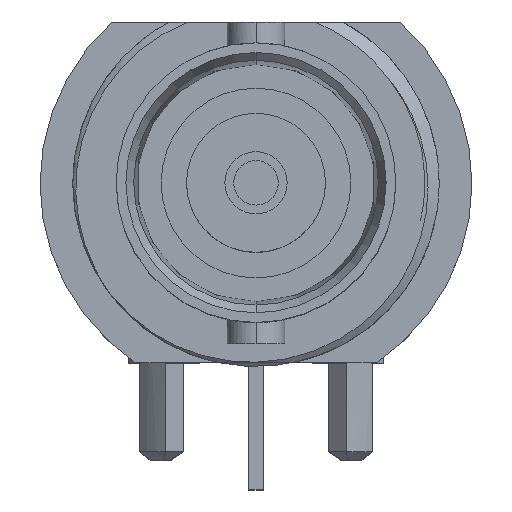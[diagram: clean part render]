
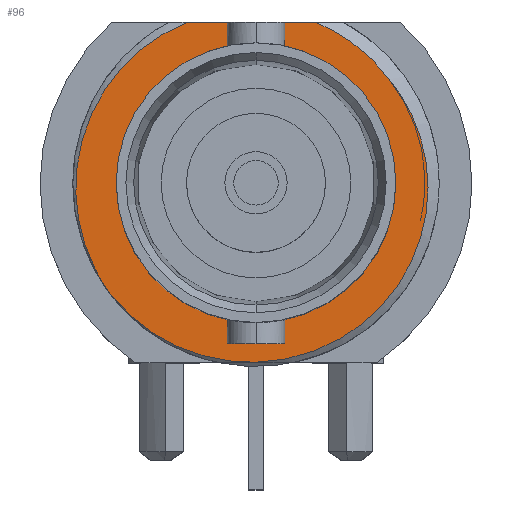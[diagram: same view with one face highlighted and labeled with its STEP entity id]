
A CAD part, top view. The second image highlights one B-rep face of the part: STEP entity #96.
In plain terms, the highlighted planar face has unit normal (0, 0, 1).
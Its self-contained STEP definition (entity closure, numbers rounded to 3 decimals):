
#96=ADVANCED_FACE('',(#283,#284),#285,.T.);
#283=FACE_OUTER_BOUND('',#1232,.T.);
#284=FACE_BOUND('',#1233,.T.);
#285=PLANE('',#1234);
#1232=EDGE_LOOP('',(#1807,#1808,#1809,#1810,#1811));
#1233=EDGE_LOOP('',(#1812,#1813));
#1234=AXIS2_PLACEMENT_3D('',#1814,#1815,#1816);
#1807=ORIENTED_EDGE('',*,*,#2612,.T.);
#1808=ORIENTED_EDGE('',*,*,#2619,.T.);
#1809=ORIENTED_EDGE('',*,*,#2618,.T.);
#1810=ORIENTED_EDGE('',*,*,#2601,.T.);
#1811=ORIENTED_EDGE('',*,*,#2622,.T.);
#1812=ORIENTED_EDGE('',*,*,#2626,.T.);
#1813=ORIENTED_EDGE('',*,*,#2519,.T.);
#1814=CARTESIAN_POINT('',(0.0,0.0,-10.67));
#1815=DIRECTION('',(0.0,0.0,1.0));
#1816=DIRECTION('',(1.0,-0.0,0.0));
#2519=EDGE_CURVE('',#2905,#2915,#2917,.T.);
#2601=EDGE_CURVE('',#3052,#3050,#3053,.T.);
#2612=EDGE_CURVE('',#3073,#3071,#3074,.T.);
#2618=EDGE_CURVE('',#3081,#3052,#3082,.T.);
#2619=EDGE_CURVE('',#3071,#3081,#3083,.T.);
#2622=EDGE_CURVE('',#3050,#3073,#3086,.T.);
#2626=EDGE_CURVE('',#2915,#2905,#3090,.T.);
#2905=VERTEX_POINT('',#3561);
#2915=VERTEX_POINT('',#3608);
#2917=CIRCLE('',#3611,4.79);
#3050=VERTEX_POINT('',#4219);
#3052=VERTEX_POINT('',#4226);
#3053=B_SPLINE_CURVE_WITH_KNOTS('',3,(#4227,#4228,#4229,#4230,#4231,#4232,#4233,#4234),.UNSPECIFIED.,.F.,.F.,(4,1,1,1,1,4),(0.0,0.2,0.4,0.6,0.8,1.0),.UNSPECIFIED.);
#3071=VERTEX_POINT('',#4376);
#3073=VERTEX_POINT('',#4385);
#3074=B_SPLINE_CURVE_WITH_KNOTS('',3,(#4386,#4387,#4388,#4389,#4390,#4391,#4392,#4393,#4394,#4395,#4396,#4397,#4398,#4399,#4400,#4401),.UNSPECIFIED.,.F.,.F.,(4,1,1,1,1,1,1,1,1,1,1,1,1,4),(0.0,0.077,0.154,0.231,0.308,0.385,0.462,0.538,0.615,0.692,0.769,0.846,0.923,1.0),.UNSPECIFIED.);
#3081=VERTEX_POINT('',#4436);
#3082=B_SPLINE_CURVE_WITH_KNOTS('',3,(#4437,#4438,#4439,#4440,#4441,#4442,#4443,#4444,#4445,#4446,#4447,#4448,#4449,#4450,#4451,#4452,#4453,#4454,#4455,#4456,#4457,#4458,#4459,#4460),.UNSPECIFIED.,.F.,.F.,(4,1,1,1,1,1,1,1,1,1,1,1,1,1,1,1,1,1,1,1,1,4),(0.0,0.048,0.095,0.143,0.19,0.238,0.286,0.333,0.381,0.429,0.476,0.524,0.571,0.619,0.667,0.714,0.762,0.81,0.857,0.905,0.952,1.0),.UNSPECIFIED.);
#3083=B_SPLINE_CURVE_WITH_KNOTS('',3,(#4461,#4462,#4463,#4464,#4465),.UNSPECIFIED.,.F.,.F.,(4,1,4),(0.0,0.5,1.0),.UNSPECIFIED.);
#3086=LINE('',#4478,#4479);
#3090=CIRCLE('',#4488,4.79);
#3561=CARTESIAN_POINT('',(0.0,-4.79,-10.67));
#3608=CARTESIAN_POINT('',(0.0,4.79,-10.67));
#3611=AXIS2_PLACEMENT_3D('',#5140,#5141,#5142);
#4219=CARTESIAN_POINT('',(2.04,5.51,-10.67));
#4226=CARTESIAN_POINT('',(4.564,3.562,-10.67));
#4227=CARTESIAN_POINT('',(4.564,3.562,-10.67));
#4228=CARTESIAN_POINT('',(4.441,3.729,-10.67));
#4229=CARTESIAN_POINT('',(4.179,4.047,-10.67));
#4230=CARTESIAN_POINT('',(3.742,4.475,-10.67));
#4231=CARTESIAN_POINT('',(3.259,4.859,-10.67));
#4232=CARTESIAN_POINT('',(2.707,5.208,-10.67));
#4233=CARTESIAN_POINT('',(2.273,5.417,-10.67));
#4234=CARTESIAN_POINT('',(2.04,5.51,-10.67));
#4376=CARTESIAN_POINT('',(-4.96,-3.844,-10.67));
#4385=CARTESIAN_POINT('',(-2.357,5.51,-10.67));
#4386=CARTESIAN_POINT('',(-2.357,5.51,-10.67));
#4387=CARTESIAN_POINT('',(-2.627,5.403,-10.67));
#4388=CARTESIAN_POINT('',(-3.146,5.151,-10.67));
#4389=CARTESIAN_POINT('',(-3.871,4.661,-10.67));
#4390=CARTESIAN_POINT('',(-4.516,4.072,-10.67));
#4391=CARTESIAN_POINT('',(-5.066,3.402,-10.67));
#4392=CARTESIAN_POINT('',(-5.517,2.66,-10.67));
#4393=CARTESIAN_POINT('',(-5.862,1.85,-10.67));
#4394=CARTESIAN_POINT('',(-6.09,0.99,-10.67));
#4395=CARTESIAN_POINT('',(-6.19,0.116,-10.67));
#4396=CARTESIAN_POINT('',(-6.167,-0.741,-10.67));
#4397=CARTESIAN_POINT('',(-6.03,-1.573,-10.67));
#4398=CARTESIAN_POINT('',(-5.784,-2.375,-10.67));
#4399=CARTESIAN_POINT('',(-5.432,-3.137,-10.67));
#4400=CARTESIAN_POINT('',(-5.13,-3.614,-10.67));
#4401=CARTESIAN_POINT('',(-4.96,-3.844,-10.67));
#4436=CARTESIAN_POINT('',(-4.931,-3.88,-10.67));
#4437=CARTESIAN_POINT('',(-4.931,-3.88,-10.67));
#4438=CARTESIAN_POINT('',(-4.755,-4.094,-10.67));
#4439=CARTESIAN_POINT('',(-4.378,-4.492,-10.67));
#4440=CARTESIAN_POINT('',(-3.741,-5.01,-10.67));
#4441=CARTESIAN_POINT('',(-3.041,-5.44,-10.67));
#4442=CARTESIAN_POINT('',(-2.282,-5.778,-10.67));
#4443=CARTESIAN_POINT('',(-1.47,-6.013,-10.67));
#4444=CARTESIAN_POINT('',(-0.71,-6.128,-10.67));
#4445=CARTESIAN_POINT('',(0.088,-6.152,-10.67));
#4446=CARTESIAN_POINT('',(0.971,-6.056,-10.67));
#4447=CARTESIAN_POINT('',(1.879,-5.815,-10.67));
#4448=CARTESIAN_POINT('',(2.752,-5.431,-10.67));
#4449=CARTESIAN_POINT('',(3.575,-4.899,-10.67));
#4450=CARTESIAN_POINT('',(4.304,-4.236,-10.67));
#4451=CARTESIAN_POINT('',(4.905,-3.479,-10.67));
#4452=CARTESIAN_POINT('',(5.375,-2.641,-10.67));
#4453=CARTESIAN_POINT('',(5.705,-1.739,-10.67));
#4454=CARTESIAN_POINT('',(5.886,-0.791,-10.67));
#4455=CARTESIAN_POINT('',(5.911,0.156,-10.67));
#4456=CARTESIAN_POINT('',(5.787,1.09,-10.67));
#4457=CARTESIAN_POINT('',(5.519,1.981,-10.67));
#4458=CARTESIAN_POINT('',(5.114,2.818,-10.67));
#4459=CARTESIAN_POINT('',(4.762,3.323,-10.67));
#4460=CARTESIAN_POINT('',(4.564,3.562,-10.67));
#4461=CARTESIAN_POINT('',(-4.96,-3.844,-10.67));
#4462=CARTESIAN_POINT('',(-4.956,-3.849,-10.67));
#4463=CARTESIAN_POINT('',(-4.948,-3.861,-10.67));
#4464=CARTESIAN_POINT('',(-4.937,-3.874,-10.67));
#4465=CARTESIAN_POINT('',(-4.931,-3.88,-10.67));
#4478=CARTESIAN_POINT('',(2.04,5.51,-10.67));
#4479=VECTOR('',#5202,4.397);
#4488=AXIS2_PLACEMENT_3D('',#5205,#5206,#5207);
#5140=CARTESIAN_POINT('',(0.0,0.0,-10.67));
#5141=DIRECTION('',(0.0,0.0,-1.0));
#5142=DIRECTION('',(0.0,-1.0,0.0));
#5202=DIRECTION('',(-1.0,0.0,0.0));
#5205=CARTESIAN_POINT('',(0.0,0.0,-10.67));
#5206=DIRECTION('',(0.0,0.0,-1.0));
#5207=DIRECTION('',(0.0,1.0,0.0));
